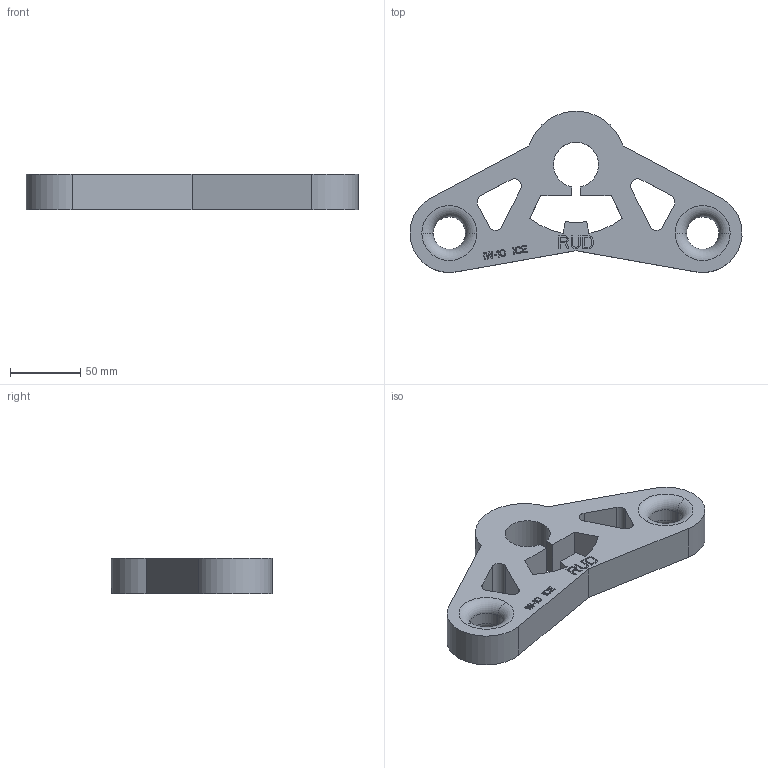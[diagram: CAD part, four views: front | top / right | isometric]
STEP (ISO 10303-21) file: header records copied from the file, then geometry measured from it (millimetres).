
FILE_DESCRIPTION((''),'2;1');
FILE_NAME('001-M34651-P-2','2019-01-24T',('anja.joas'),(''),'PRO/ENGINEER BY PARAMETRIC TECHNOLOGY CORPORATION, 2011490','PRO/ENGINEER BY PARAMETRIC TECHNOLOGY CORPORATION, 2011490','');
FILE_SCHEMA(('CONFIG_CONTROL_DESIGN'));
Length unit declared in the file: millimetre
Products named in the file (1): 001-M34651-P-2
Bounding box: 235.81 x 114.37 x 25 mm (x, y, z)
Volume: 309115.7 mm3; surface area: 54392.9 mm2
Topology: 1 solids, 1 shells, 265 faces, 739 edges, 490 vertices
Faces by surface type: plane 240, cylinder 17, torus 8
Entity records: 8417 total; most frequent: CARTESIAN_POINT 1494, ORIENTED_EDGE 1478, DIRECTION 1319, EDGE_CURVE 739, VECTOR 689, LINE 689, VERTEX_POINT 490, AXIS2_PLACEMENT_3D 315
